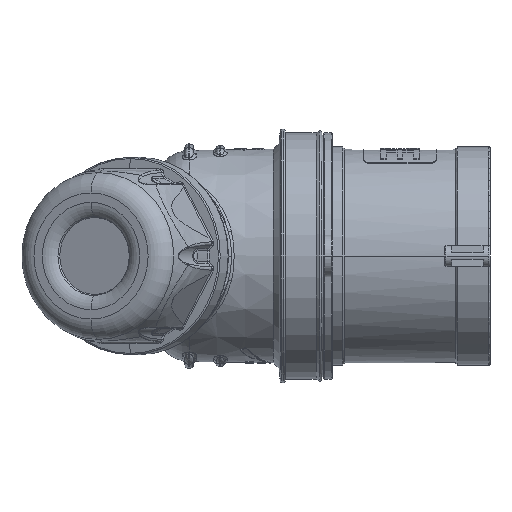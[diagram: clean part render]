
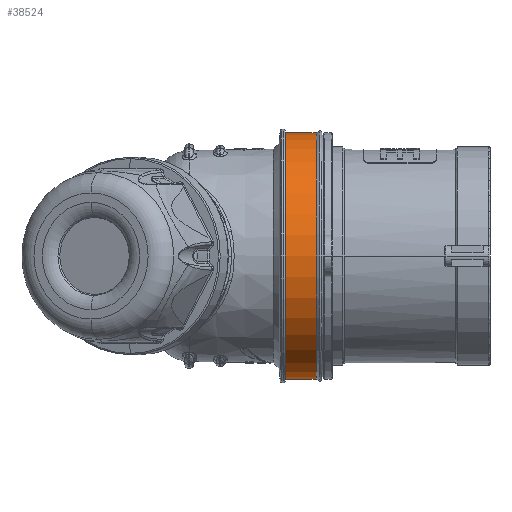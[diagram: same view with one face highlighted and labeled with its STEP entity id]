
A CAD part, front view. The second image highlights one B-rep face of the part: STEP entity #38524.
In plain terms, the highlighted cylindrical face has radius 35.5 mm (diameter 71 mm), a partial arc.
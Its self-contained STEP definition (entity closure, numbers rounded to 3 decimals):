
#1498 = ORIENTED_EDGE ( 'NONE', *, *, #32205, .T. ) ;
#2403 = DIRECTION ( 'NONE',  ( -1., 0., 0. ) ) ;
#2677 = VECTOR ( 'NONE', #28501, 1000. ) ;
#2699 = CARTESIAN_POINT ( 'NONE',  ( -1.684, 0., 0. ) ) ;
#4181 = CIRCLE ( 'NONE', #47486, 35.5 ) ;
#8315 = CARTESIAN_POINT ( 'NONE',  ( -15.84, 0., 35.5 ) ) ;
#11357 = VECTOR ( 'NONE', #2403, 1000. ) ;
#12078 = CARTESIAN_POINT ( 'NONE',  ( -10.5, 0., 35.5 ) ) ;
#14269 = CARTESIAN_POINT ( 'NONE',  ( -10.5, 0., -35.5 ) ) ;
#18443 = CARTESIAN_POINT ( 'NONE',  ( -15.84, 0., 0. ) ) ;
#21832 = ORIENTED_EDGE ( 'NONE', *, *, #26920, .T. ) ;
#24208 = VERTEX_POINT ( 'NONE', #59964 ) ;
#24930 = DIRECTION ( 'NONE',  ( 0., 0., 1. ) ) ;
#26920 = EDGE_CURVE ( 'NONE', #37548, #43937, #34012, .T. ) ;
#28204 = AXIS2_PLACEMENT_3D ( 'NONE', #18443, #61527, #55637 ) ;
#28501 = DIRECTION ( 'NONE',  ( -1., 0., 0. ) ) ;
#32205 = EDGE_CURVE ( 'Defeature ausgef�hrt1_6+Defeature ausgef�hrt1_5+Defeature ausgef�hrt1_5+Defeature ausgef�hrt1_5', #24208, #37548, #62545, .T. ) ;
#34012 = LINE ( 'NONE', #8315, #11357 ) ;
#34077 = FACE_OUTER_BOUND ( 'NONE', #35733, .T. ) ;
#35733 = EDGE_LOOP ( 'NONE', ( #36009, #1498, #21832, #65776 ) ) ;
#36009 = ORIENTED_EDGE ( 'NONE', *, *, #40686, .F. ) ;
#36462 = DIRECTION ( 'NONE',  ( -1., 0., 0. ) ) ;
#37548 = VERTEX_POINT ( 'NONE', #64248 ) ;
#38254 = LINE ( 'NONE', #44169, #2677 ) ;
#38524 = ADVANCED_FACE ( 'Defeature ausgef�hrt1_6', ( #34077 ), #56329, .T. ) ;
#40686 = EDGE_CURVE ( 'NONE', #24208, #45559, #38254, .T. ) ;
#43937 = VERTEX_POINT ( 'NONE', #12078 ) ;
#44169 = CARTESIAN_POINT ( 'NONE',  ( -15.84, 0., -35.5 ) ) ;
#45559 = VERTEX_POINT ( 'NONE', #14269 ) ;
#47486 = AXIS2_PLACEMENT_3D ( 'NONE', #52124, #36462, #61851 ) ;
#49132 = EDGE_CURVE ( 'Defeature ausgef�hrt1_7+Defeature ausgef�hrt1_6+Defeature ausgef�hrt1_6+Defeature ausgef�hrt1_6', #45559, #43937, #4181, .T. ) ;
#52124 = CARTESIAN_POINT ( 'NONE',  ( -10.5, 0., 0. ) ) ;
#55637 = DIRECTION ( 'NONE',  ( 0., 0., 1. ) ) ;
#55835 = AXIS2_PLACEMENT_3D ( 'NONE', #2699, #66966, #24930 ) ;
#56329 = CYLINDRICAL_SURFACE ( 'NONE', #28204, 35.5 ) ;
#59964 = CARTESIAN_POINT ( 'NONE',  ( -1.684, 0., -35.5 ) ) ;
#61527 = DIRECTION ( 'NONE',  ( -1., 0., 0. ) ) ;
#61851 = DIRECTION ( 'NONE',  ( 0., 0., 1. ) ) ;
#62545 = CIRCLE ( 'NONE', #55835, 35.5 ) ;
#64248 = CARTESIAN_POINT ( 'NONE',  ( -1.684, 0., 35.5 ) ) ;
#65776 = ORIENTED_EDGE ( 'NONE', *, *, #49132, .F. ) ;
#66966 = DIRECTION ( 'NONE',  ( -1., 0., 0. ) ) ;
